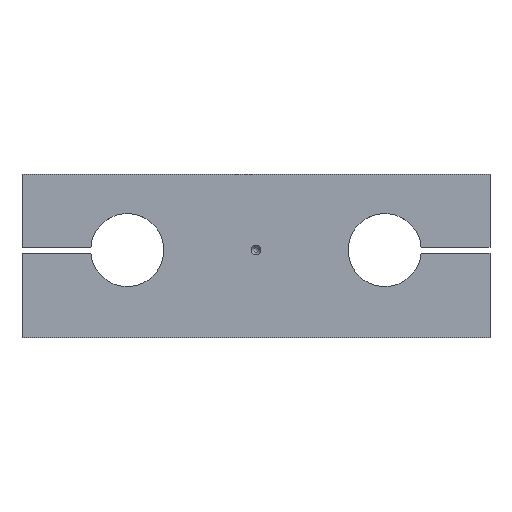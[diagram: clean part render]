
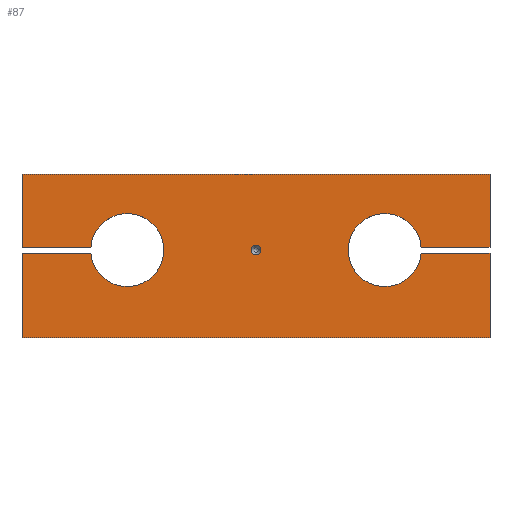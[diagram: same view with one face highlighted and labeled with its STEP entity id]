
A CAD part, top view. The second image highlights one B-rep face of the part: STEP entity #87.
In plain terms, the highlighted planar face has unit normal (0, 0, 1).
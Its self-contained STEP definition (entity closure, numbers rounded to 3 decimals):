
#87 = ADVANCED_FACE( '', ( #190, #191 ), #192, .T. );
#190 = FACE_OUTER_BOUND( '', #292, .T. );
#191 = FACE_BOUND( '', #293, .T. );
#192 = PLANE( '', #294 );
#292 = EDGE_LOOP( '', ( #450, #451, #452, #453, #454, #455, #456, #457, #458, #459, #460, #461 ) );
#293 = EDGE_LOOP( '', ( #462 ) );
#294 = AXIS2_PLACEMENT_3D( '', #463, #464, #465 );
#450 = ORIENTED_EDGE( '', *, *, #579, .T. );
#451 = ORIENTED_EDGE( '', *, *, #523, .T. );
#452 = ORIENTED_EDGE( '', *, *, #568, .T. );
#453 = ORIENTED_EDGE( '', *, *, #580, .T. );
#454 = ORIENTED_EDGE( '', *, *, #529, .F. );
#455 = ORIENTED_EDGE( '', *, *, #572, .T. );
#456 = ORIENTED_EDGE( '', *, *, #577, .T. );
#457 = ORIENTED_EDGE( '', *, *, #554, .T. );
#458 = ORIENTED_EDGE( '', *, *, #581, .T. );
#459 = ORIENTED_EDGE( '', *, *, #560, .T. );
#460 = ORIENTED_EDGE( '', *, *, #541, .F. );
#461 = ORIENTED_EDGE( '', *, *, #582, .T. );
#462 = ORIENTED_EDGE( '', *, *, #549, .F. );
#463 = CARTESIAN_POINT( '', ( 44., 30., 25. ) );
#464 = DIRECTION( '', ( 0., 0., 1. ) );
#465 = DIRECTION( '', ( 1., 0., 0. ) );
#523 = EDGE_CURVE( '', #606, #604, #607, .T. );
#529 = EDGE_CURVE( '', #615, #617, #618, .T. );
#541 = EDGE_CURVE( '', #633, #635, #636, .T. );
#549 = EDGE_CURVE( '', #647, #647, #648, .T. );
#554 = EDGE_CURVE( '', #657, #655, #658, .T. );
#560 = EDGE_CURVE( '', #666, #635, #667, .T. );
#568 = EDGE_CURVE( '', #604, #677, #679, .T. );
#572 = EDGE_CURVE( '', #615, #683, #685, .T. );
#577 = EDGE_CURVE( '', #683, #657, #690, .T. );
#579 = EDGE_CURVE( '', #692, #606, #693, .T. );
#580 = EDGE_CURVE( '', #677, #617, #694, .T. );
#581 = EDGE_CURVE( '', #655, #666, #695, .T. );
#582 = EDGE_CURVE( '', #633, #692, #696, .T. );
#604 = VERTEX_POINT( '', #720 );
#606 = VERTEX_POINT( '', #723 );
#607 = LINE( '', #724, #725 );
#615 = VERTEX_POINT( '', #734 );
#617 = VERTEX_POINT( '', #737 );
#618 = CIRCLE( '', #738, 12.5 );
#633 = VERTEX_POINT( '', #754 );
#635 = VERTEX_POINT( '', #757 );
#636 = CIRCLE( '', #758, 12.5 );
#647 = VERTEX_POINT( '', #770 );
#648 = CIRCLE( '', #771, 1.675 );
#655 = VERTEX_POINT( '', #779 );
#657 = VERTEX_POINT( '', #782 );
#658 = LINE( '', #783, #784 );
#666 = VERTEX_POINT( '', #794 );
#667 = LINE( '', #795, #796 );
#677 = VERTEX_POINT( '', #808 );
#679 = LINE( '', #811, #812 );
#683 = VERTEX_POINT( '', #817 );
#685 = LINE( '', #820, #821 );
#690 = LINE( '', #827, #828 );
#692 = VERTEX_POINT( '', #830 );
#693 = LINE( '', #831, #832 );
#694 = LINE( '', #833, #834 );
#695 = LINE( '', #835, #836 );
#696 = LINE( '', #837, #838 );
#720 = CARTESIAN_POINT( '', ( 80., 0., 25. ) );
#723 = CARTESIAN_POINT( '', ( -80., 0., 25. ) );
#724 = CARTESIAN_POINT( '', ( -80., 0., 25. ) );
#725 = VECTOR( '', #866, 1000. );
#734 = CARTESIAN_POINT( '', ( 56.46, 31., 25. ) );
#737 = CARTESIAN_POINT( '', ( 56.46, 29., 25. ) );
#738 = AXIS2_PLACEMENT_3D( '', #875, #876, #877 );
#754 = CARTESIAN_POINT( '', ( -56.46, 29., 25. ) );
#757 = CARTESIAN_POINT( '', ( -56.46, 31., 25. ) );
#758 = AXIS2_PLACEMENT_3D( '', #892, #893, #894 );
#770 = CARTESIAN_POINT( '', ( 1.675, 30., 25. ) );
#771 = AXIS2_PLACEMENT_3D( '', #905, #906, #907 );
#779 = CARTESIAN_POINT( '', ( -80., 56., 25. ) );
#782 = CARTESIAN_POINT( '', ( 80., 56., 25. ) );
#783 = CARTESIAN_POINT( '', ( 80., 56., 25. ) );
#784 = VECTOR( '', #913, 1000. );
#794 = CARTESIAN_POINT( '', ( -80., 31., 25. ) );
#795 = CARTESIAN_POINT( '', ( -80., 31., 25. ) );
#796 = VECTOR( '', #919, 1000. );
#808 = CARTESIAN_POINT( '', ( 80., 29., 25. ) );
#811 = CARTESIAN_POINT( '', ( 80., 0., 25. ) );
#812 = VECTOR( '', #929, 1000. );
#817 = CARTESIAN_POINT( '', ( 80., 31., 25. ) );
#820 = CARTESIAN_POINT( '', ( 56.46, 31., 25. ) );
#821 = VECTOR( '', #932, 1000. );
#827 = CARTESIAN_POINT( '', ( 80., 31., 25. ) );
#828 = VECTOR( '', #934, 1000. );
#830 = CARTESIAN_POINT( '', ( -80., 29., 25. ) );
#831 = CARTESIAN_POINT( '', ( -80., 29., 25. ) );
#832 = VECTOR( '', #935, 1000. );
#833 = CARTESIAN_POINT( '', ( 80., 29., 25. ) );
#834 = VECTOR( '', #936, 1000. );
#835 = CARTESIAN_POINT( '', ( -80., 56., 25. ) );
#836 = VECTOR( '', #937, 1000. );
#837 = CARTESIAN_POINT( '', ( -56.46, 29., 25. ) );
#838 = VECTOR( '', #938, 1000. );
#866 = DIRECTION( '', ( 1., 0., 0. ) );
#875 = CARTESIAN_POINT( '', ( 44., 30., 25. ) );
#876 = DIRECTION( '', ( 0., 0., 1. ) );
#877 = DIRECTION( '', ( 1., 0., 0. ) );
#892 = CARTESIAN_POINT( '', ( -44., 30., 25. ) );
#893 = DIRECTION( '', ( 0., 0., 1. ) );
#894 = DIRECTION( '', ( 1., 0., 0. ) );
#905 = CARTESIAN_POINT( '', ( 0., 30., 25. ) );
#906 = DIRECTION( '', ( 0., 0., 1. ) );
#907 = DIRECTION( '', ( 1., 0., 0. ) );
#913 = DIRECTION( '', ( -1., 0., 0. ) );
#919 = DIRECTION( '', ( 1., 0., 0. ) );
#929 = DIRECTION( '', ( 0., 1., 0. ) );
#932 = DIRECTION( '', ( 1., 0., 0. ) );
#934 = DIRECTION( '', ( 0., 1., 0. ) );
#935 = DIRECTION( '', ( 0., -1., 0. ) );
#936 = DIRECTION( '', ( -1., 0., 0. ) );
#937 = DIRECTION( '', ( 0., -1., 0. ) );
#938 = DIRECTION( '', ( -1., 0., 0. ) );
